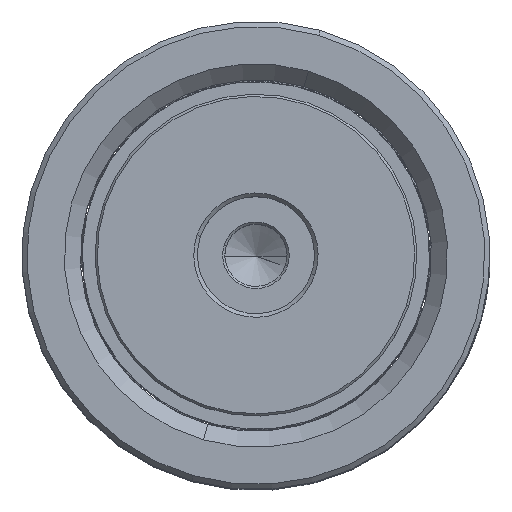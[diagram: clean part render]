
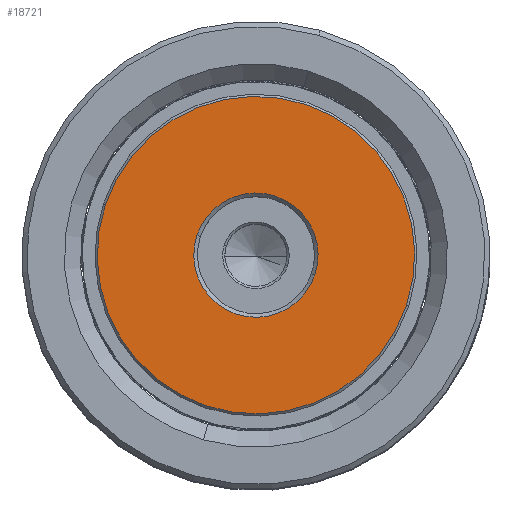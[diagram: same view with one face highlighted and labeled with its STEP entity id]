
A CAD part, top view. The second image highlights one B-rep face of the part: STEP entity #18721.
In plain terms, the highlighted face is planar.
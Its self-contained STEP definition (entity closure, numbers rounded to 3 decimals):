
#1834 = EDGE_CURVE ( 'NONE', #25584, #18183, #24254, .T. ) ;
#2335 = DIRECTION ( 'NONE',  ( 0., 0., 1. ) ) ;
#3872 = AXIS2_PLACEMENT_3D ( 'NONE', #25169, #30464, #11133 ) ;
#5126 = EDGE_CURVE ( 'NONE', #7070, #25180, #33553, .T. ) ;
#6100 = DIRECTION ( 'NONE',  ( 1., 0., 0. ) ) ;
#6238 = ORIENTED_EDGE ( 'NONE', *, *, #1834, .T. ) ;
#6639 = EDGE_CURVE ( 'NONE', #25180, #7070, #21581, .T. ) ;
#7070 = VERTEX_POINT ( 'NONE', #22953 ) ;
#7507 = AXIS2_PLACEMENT_3D ( 'NONE', #18163, #23347, #20774 ) ;
#7635 = EDGE_CURVE ( 'NONE', #18183, #25584, #8222, .T. ) ;
#8222 = CIRCLE ( 'NONE', #35436, 21.7 ) ;
#11133 = DIRECTION ( 'NONE',  ( 1., 0., 0. ) ) ;
#11264 = DIRECTION ( 'NONE',  ( 1., 0., 0. ) ) ;
#12556 = CARTESIAN_POINT ( 'NONE',  ( 21.7, 0., 0. ) ) ;
#12805 = ORIENTED_EDGE ( 'NONE', *, *, #6639, .T. ) ;
#13407 = AXIS2_PLACEMENT_3D ( 'NONE', #16774, #2335, #11264 ) ;
#14442 = DIRECTION ( 'NONE',  ( 0., 0., -1. ) ) ;
#16774 = CARTESIAN_POINT ( 'NONE',  ( 0., 0., 0. ) ) ;
#18163 = CARTESIAN_POINT ( 'NONE',  ( 0., 0., 0. ) ) ;
#18183 = VERTEX_POINT ( 'NONE', #28066 ) ;
#18301 = ORIENTED_EDGE ( 'NONE', *, *, #7635, .T. ) ;
#18616 = FACE_BOUND ( 'NONE', #35976, .T. ) ;
#18721 = ADVANCED_FACE ( 'NONE', ( #33570, #18616 ), #19781, .F. ) ;
#19128 = CARTESIAN_POINT ( 'NONE',  ( 8.5, 0., 0. ) ) ;
#19781 = PLANE ( 'NONE',  #13407 ) ;
#20156 = DIRECTION ( 'NONE',  ( 0., 0., 1. ) ) ;
#20774 = DIRECTION ( 'NONE',  ( 1., 0., 0. ) ) ;
#21581 = CIRCLE ( 'NONE', #31832, 8.5 ) ;
#22042 = ORIENTED_EDGE ( 'NONE', *, *, #5126, .T. ) ;
#22953 = CARTESIAN_POINT ( 'NONE',  ( -8.5, 0., 0. ) ) ;
#23347 = DIRECTION ( 'NONE',  ( 0., 0., 1. ) ) ;
#24254 = CIRCLE ( 'NONE', #3872, 21.7 ) ;
#25169 = CARTESIAN_POINT ( 'NONE',  ( 0., 0., 0. ) ) ;
#25180 = VERTEX_POINT ( 'NONE', #19128 ) ;
#25584 = VERTEX_POINT ( 'NONE', #12556 ) ;
#28013 = EDGE_LOOP ( 'NONE', ( #6238, #18301 ) ) ;
#28066 = CARTESIAN_POINT ( 'NONE',  ( -21.7, 0., 0. ) ) ;
#30464 = DIRECTION ( 'NONE',  ( 0., 0., -1. ) ) ;
#30956 = CARTESIAN_POINT ( 'NONE',  ( 0., 0., 0. ) ) ;
#31684 = CARTESIAN_POINT ( 'NONE',  ( 0., 0., 0. ) ) ;
#31832 = AXIS2_PLACEMENT_3D ( 'NONE', #31684, #20156, #6100 ) ;
#33553 = CIRCLE ( 'NONE', #7507, 8.5 ) ;
#33570 = FACE_OUTER_BOUND ( 'NONE', #28013, .T. ) ;
#34186 = DIRECTION ( 'NONE',  ( 1., 0., 0. ) ) ;
#35436 = AXIS2_PLACEMENT_3D ( 'NONE', #30956, #14442, #34186 ) ;
#35976 = EDGE_LOOP ( 'NONE', ( #22042, #12805 ) ) ;
